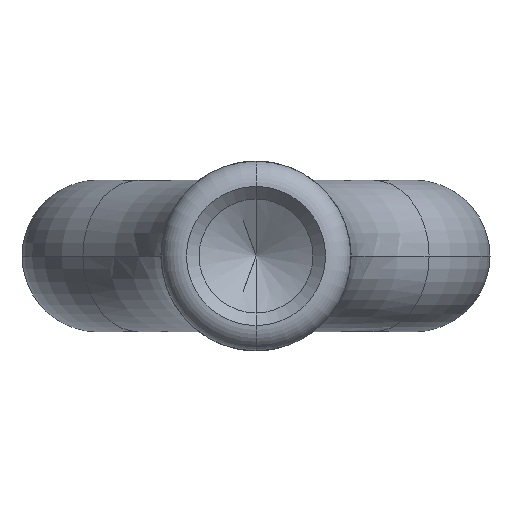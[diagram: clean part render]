
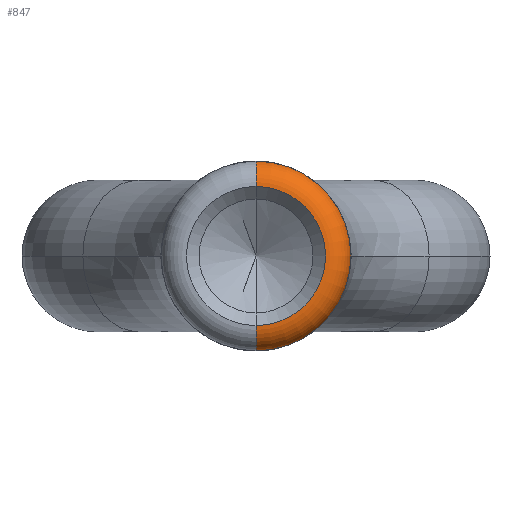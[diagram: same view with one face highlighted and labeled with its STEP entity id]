
A CAD part, front view. The second image highlights one B-rep face of the part: STEP entity #847.
In plain terms, the highlighted toroidal (fillet/blend) face has major radius 2.75 mm and minor radius 1 mm.
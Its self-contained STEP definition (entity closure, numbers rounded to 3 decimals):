
#21 = VERTEX_POINT ( 'NONE', #780 ) ;
#189 = DIRECTION ( 'NONE',  ( 0., 1., 0. ) ) ;
#212 = CIRCLE ( 'NONE', #1384, 2.75 ) ;
#248 = ORIENTED_EDGE ( 'NONE', *, *, #1065, .F. ) ;
#289 = DIRECTION ( 'NONE',  ( 0., 0., 1. ) ) ;
#297 = CARTESIAN_POINT ( 'NONE',  ( 6.424, -69.615, 3.75 ) ) ;
#320 = DIRECTION ( 'NONE',  ( 0., 0., -1. ) ) ;
#324 = DIRECTION ( 'NONE',  ( 0., 0., 1. ) ) ;
#336 = VERTEX_POINT ( 'NONE', #865 ) ;
#343 = ORIENTED_EDGE ( 'NONE', *, *, #383, .F. ) ;
#358 = ORIENTED_EDGE ( 'NONE', *, *, #1091, .F. ) ;
#383 = EDGE_CURVE ( 'NONE', #722, #529, #212, .T. ) ;
#385 = CARTESIAN_POINT ( 'NONE',  ( 6.424, -69.615, 1. ) ) ;
#495 = CARTESIAN_POINT ( 'NONE',  ( 6.424, -69.615, 6.5 ) ) ;
#503 = DIRECTION ( 'NONE',  ( -1., 0., 0. ) ) ;
#529 = VERTEX_POINT ( 'NONE', #953 ) ;
#543 = DIRECTION ( 'NONE',  ( 1., 0., 0. ) ) ;
#583 = AXIS2_PLACEMENT_3D ( 'NONE', #385, #543, #320 ) ;
#655 = TOROIDAL_SURFACE ( 'NONE', #1035, 2.75, 1. ) ;
#668 = DIRECTION ( 'NONE',  ( 0., -1., 0. ) ) ;
#722 = VERTEX_POINT ( 'NONE', #902 ) ;
#780 = CARTESIAN_POINT ( 'NONE',  ( 6.424, -69.615, 0. ) ) ;
#834 = CIRCLE ( 'NONE', #857, 3.75 ) ;
#847 = ADVANCED_FACE ( 'NONE', ( #972 ), #655, .T. ) ;
#857 = AXIS2_PLACEMENT_3D ( 'NONE', #297, #1368, #1276 ) ;
#865 = CARTESIAN_POINT ( 'NONE',  ( 6.424, -69.615, 7.5 ) ) ;
#902 = CARTESIAN_POINT ( 'NONE',  ( 6.424, -70.615, 1. ) ) ;
#953 = CARTESIAN_POINT ( 'NONE',  ( 6.424, -70.615, 6.5 ) ) ;
#960 = CARTESIAN_POINT ( 'NONE',  ( 6.424, -69.615, 3.75 ) ) ;
#972 = FACE_OUTER_BOUND ( 'NONE', #984, .T. ) ;
#976 = ORIENTED_EDGE ( 'NONE', *, *, #1406, .T. ) ;
#984 = EDGE_LOOP ( 'NONE', ( #343, #976, #358, #248 ) ) ;
#992 = CIRCLE ( 'NONE', #1267, 1. ) ;
#1035 = AXIS2_PLACEMENT_3D ( 'NONE', #960, #189, #1071 ) ;
#1065 = EDGE_CURVE ( 'NONE', #529, #336, #992, .T. ) ;
#1071 = DIRECTION ( 'NONE',  ( 0., 0., 1. ) ) ;
#1091 = EDGE_CURVE ( 'NONE', #336, #21, #834, .T. ) ;
#1200 = CIRCLE ( 'NONE', #583, 1. ) ;
#1267 = AXIS2_PLACEMENT_3D ( 'NONE', #495, #503, #289 ) ;
#1276 = DIRECTION ( 'NONE',  ( 0., 0., 1. ) ) ;
#1303 = CARTESIAN_POINT ( 'NONE',  ( 6.424, -70.615, 3.75 ) ) ;
#1368 = DIRECTION ( 'NONE',  ( 0., 1., 0. ) ) ;
#1384 = AXIS2_PLACEMENT_3D ( 'NONE', #1303, #668, #324 ) ;
#1406 = EDGE_CURVE ( 'NONE', #722, #21, #1200, .T. ) ;
